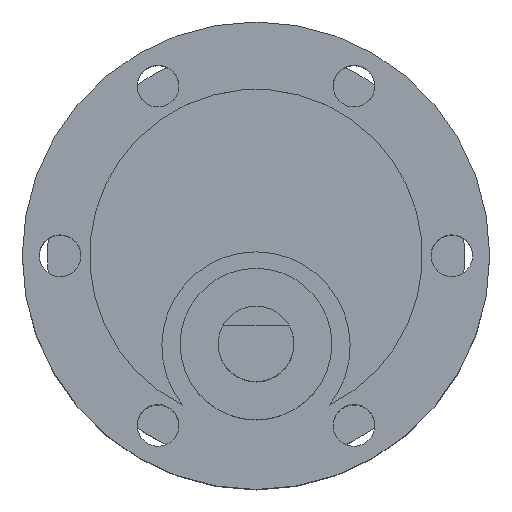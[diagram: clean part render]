
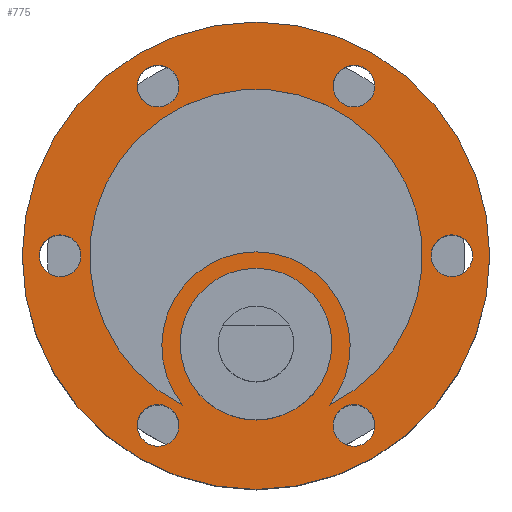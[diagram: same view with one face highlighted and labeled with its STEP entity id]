
A CAD part, top view. The second image highlights one B-rep face of the part: STEP entity #775.
In plain terms, the highlighted planar face has unit normal (0, 0, 1).
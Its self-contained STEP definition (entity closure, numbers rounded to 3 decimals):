
#48=FACE_BOUND('',#215,.T.);
#49=FACE_BOUND('',#216,.T.);
#50=FACE_BOUND('',#217,.T.);
#51=FACE_BOUND('',#218,.T.);
#52=FACE_BOUND('',#219,.T.);
#53=FACE_BOUND('',#220,.T.);
#54=FACE_BOUND('',#221,.T.);
#55=FACE_BOUND('',#222,.T.);
#88=PLANE('',#879);
#138=FACE_OUTER_BOUND('',#214,.T.);
#214=EDGE_LOOP('',(#699));
#215=EDGE_LOOP('',(#700,#701));
#216=EDGE_LOOP('',(#702));
#217=EDGE_LOOP('',(#703));
#218=EDGE_LOOP('',(#704));
#219=EDGE_LOOP('',(#705));
#220=EDGE_LOOP('',(#706));
#221=EDGE_LOOP('',(#707));
#222=EDGE_LOOP('',(#708));
#307=CIRCLE('',#779,7.453);
#309=CIRCLE('',#782,13.17);
#351=CIRCLE('',#861,6.);
#352=CIRCLE('',#866,1.65);
#353=CIRCLE('',#868,1.65);
#354=CIRCLE('',#870,1.65);
#355=CIRCLE('',#872,1.65);
#356=CIRCLE('',#874,1.65);
#357=CIRCLE('',#876,1.65);
#358=CIRCLE('',#878,18.5);
#359=VERTEX_POINT('',#1130);
#360=VERTEX_POINT('',#1131);
#417=VERTEX_POINT('',#1312);
#418=VERTEX_POINT('',#1318);
#419=VERTEX_POINT('',#1321);
#420=VERTEX_POINT('',#1324);
#421=VERTEX_POINT('',#1327);
#422=VERTEX_POINT('',#1330);
#423=VERTEX_POINT('',#1333);
#424=VERTEX_POINT('',#1336);
#425=EDGE_CURVE('',#359,#360,#307,.T.);
#429=EDGE_CURVE('',#360,#359,#309,.T.);
#511=EDGE_CURVE('',#417,#417,#351,.T.);
#512=EDGE_CURVE('',#418,#418,#352,.T.);
#513=EDGE_CURVE('',#419,#419,#353,.T.);
#514=EDGE_CURVE('',#420,#420,#354,.T.);
#515=EDGE_CURVE('',#421,#421,#355,.T.);
#516=EDGE_CURVE('',#422,#422,#356,.T.);
#517=EDGE_CURVE('',#423,#423,#357,.T.);
#518=EDGE_CURVE('',#424,#424,#358,.T.);
#699=ORIENTED_EDGE('',*,*,#518,.F.);
#700=ORIENTED_EDGE('',*,*,#425,.T.);
#701=ORIENTED_EDGE('',*,*,#429,.T.);
#702=ORIENTED_EDGE('',*,*,#511,.T.);
#703=ORIENTED_EDGE('',*,*,#512,.T.);
#704=ORIENTED_EDGE('',*,*,#513,.T.);
#705=ORIENTED_EDGE('',*,*,#514,.T.);
#706=ORIENTED_EDGE('',*,*,#515,.T.);
#707=ORIENTED_EDGE('',*,*,#516,.T.);
#708=ORIENTED_EDGE('',*,*,#517,.T.);
#775=ADVANCED_FACE('',(#138,#48,#49,#50,#51,#52,#53,#54,#55),#88,.F.);
#779=AXIS2_PLACEMENT_3D('',#1132,#884,#885);
#782=AXIS2_PLACEMENT_3D('',#1139,#892,#893);
#861=AXIS2_PLACEMENT_3D('',#1313,#1090,#1091);
#866=AXIS2_PLACEMENT_3D('',#1319,#1100,#1101);
#868=AXIS2_PLACEMENT_3D('',#1322,#1104,#1105);
#870=AXIS2_PLACEMENT_3D('',#1325,#1108,#1109);
#872=AXIS2_PLACEMENT_3D('',#1328,#1112,#1113);
#874=AXIS2_PLACEMENT_3D('',#1331,#1116,#1117);
#876=AXIS2_PLACEMENT_3D('',#1334,#1120,#1121);
#878=AXIS2_PLACEMENT_3D('',#1337,#1124,#1125);
#879=AXIS2_PLACEMENT_3D('',#1338,#1126,#1127);
#884=DIRECTION('center_axis',(0.,0.,1.));
#885=DIRECTION('ref_axis',(0.779,-0.627,0.));
#892=DIRECTION('center_axis',(0.,0.,-1.));
#893=DIRECTION('ref_axis',(-0.441,0.898,0.));
#1090=DIRECTION('center_axis',(0.,0.,-1.));
#1091=DIRECTION('ref_axis',(-1.,0.,0.));
#1100=DIRECTION('center_axis',(0.,0.,-1.));
#1101=DIRECTION('ref_axis',(-1.,0.,0.));
#1104=DIRECTION('center_axis',(0.,0.,-1.));
#1105=DIRECTION('ref_axis',(-1.,0.,0.));
#1108=DIRECTION('center_axis',(0.,0.,-1.));
#1109=DIRECTION('ref_axis',(-1.,0.,0.));
#1112=DIRECTION('center_axis',(0.,0.,-1.));
#1113=DIRECTION('ref_axis',(-1.,0.,0.));
#1116=DIRECTION('center_axis',(0.,0.,-1.));
#1117=DIRECTION('ref_axis',(-1.,0.,0.));
#1120=DIRECTION('center_axis',(0.,0.,-1.));
#1121=DIRECTION('ref_axis',(-1.,0.,0.));
#1124=DIRECTION('center_axis',(0.,0.,-1.));
#1125=DIRECTION('ref_axis',(-1.,0.,0.));
#1126=DIRECTION('center_axis',(0.,0.,-1.));
#1127=DIRECTION('ref_axis',(-1.,0.,0.));
#1130=CARTESIAN_POINT('',(5.805,-11.821,21.5));
#1131=CARTESIAN_POINT('',(-5.805,-11.821,21.5));
#1132=CARTESIAN_POINT('Origin',(0.,-7.148,21.5));
#1139=CARTESIAN_POINT('Origin',(0.,0.,21.5));
#1312=CARTESIAN_POINT('',(6.,-7.002,21.5));
#1313=CARTESIAN_POINT('Origin',(0.,-7.002,21.5));
#1318=CARTESIAN_POINT('',(-6.1,13.423,21.5));
#1319=CARTESIAN_POINT('Origin',(-7.75,13.423,21.5));
#1321=CARTESIAN_POINT('',(9.4,13.423,21.5));
#1322=CARTESIAN_POINT('Origin',(7.75,13.423,21.5));
#1324=CARTESIAN_POINT('',(17.15,0.,21.5));
#1325=CARTESIAN_POINT('Origin',(15.5,0.,
21.5));
#1327=CARTESIAN_POINT('',(9.4,-13.423,21.5));
#1328=CARTESIAN_POINT('Origin',(7.75,-13.423,21.5));
#1330=CARTESIAN_POINT('',(-6.1,-13.423,21.5));
#1331=CARTESIAN_POINT('Origin',(-7.75,-13.423,21.5));
#1333=CARTESIAN_POINT('',(-13.85,0.,21.5));
#1334=CARTESIAN_POINT('Origin',(-15.5,0.,21.5));
#1336=CARTESIAN_POINT('',(18.5,0.,21.5));
#1337=CARTESIAN_POINT('Origin',(0.,0.,21.5));
#1338=CARTESIAN_POINT('Origin',(0.,0.,21.5));
